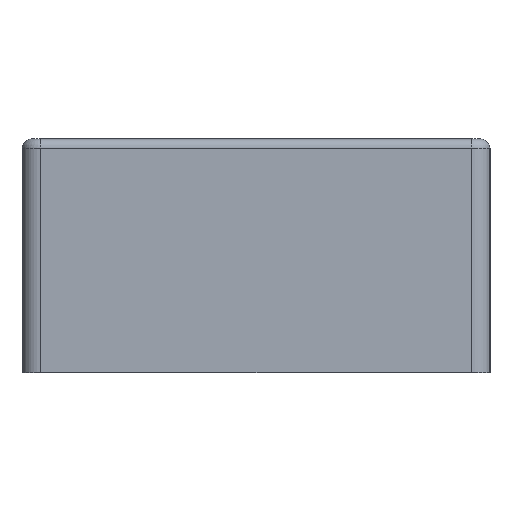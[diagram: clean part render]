
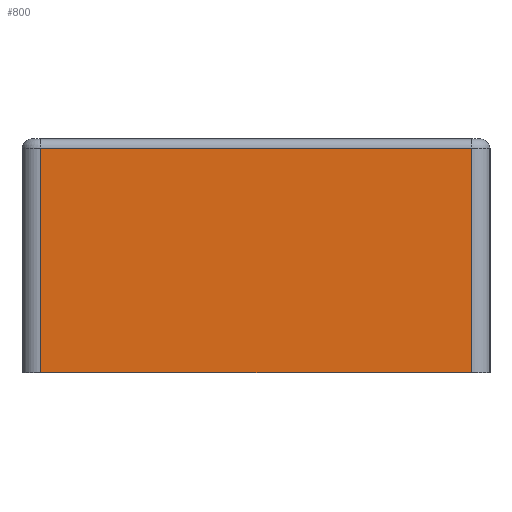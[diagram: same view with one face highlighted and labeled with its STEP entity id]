
A CAD part, left-side view. The second image highlights one B-rep face of the part: STEP entity #800.
In plain terms, the highlighted planar face has unit normal (-1, 0, 0).
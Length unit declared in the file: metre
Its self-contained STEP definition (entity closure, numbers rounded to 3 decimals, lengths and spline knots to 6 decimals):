
#185=ORIENTED_EDGE('',*,*,#361,.T.);
#186=ORIENTED_EDGE('',*,*,#362,.T.);
#187=ORIENTED_EDGE('',*,*,#363,.T.);
#188=ORIENTED_EDGE('',*,*,#364,.F.);
#361=EDGE_CURVE('',#457,#458,#539,.F.);
#362=EDGE_CURVE('',#458,#459,#540,.T.);
#363=EDGE_CURVE('',#459,#460,#541,.T.);
#364=EDGE_CURVE('',#457,#460,#542,.T.);
#457=VERTEX_POINT('',#1372);
#458=VERTEX_POINT('',#1373);
#459=VERTEX_POINT('',#1375);
#460=VERTEX_POINT('',#1377);
#539=LINE('',#1371,#617);
#540=LINE('',#1374,#618);
#541=LINE('',#1376,#619);
#542=LINE('',#1378,#620);
#617=VECTOR('',#1107,1.);
#618=VECTOR('',#1108,1.);
#619=VECTOR('',#1109,1.);
#620=VECTOR('',#1110,1.);
#665=EDGE_LOOP('',(#185,#186,#187,#188));
#717=FACE_BOUND('',#665,.T.);
#766=PLANE('',#919);
#800=ADVANCED_FACE('',(#717),#766,.T.);
#919=AXIS2_PLACEMENT_3D('',#1370,#1105,#1106);
#1105=DIRECTION('',(-1.,0.,0.));
#1106=DIRECTION('',(0.,0.,1.));
#1107=DIRECTION('',(0.,0.,-1.));
#1108=DIRECTION('',(0.,1.,0.));
#1109=DIRECTION('',(0.,0.,-1.));
#1110=DIRECTION('',(0.,1.,0.));
#1370=CARTESIAN_POINT('',(-0.755125,0.175125,0.05));
#1371=CARTESIAN_POINT('',(-0.755125,0.129125,0.05));
#1372=CARTESIAN_POINT('',(-0.755125,0.129125,0.));
#1373=CARTESIAN_POINT('',(-0.755125,0.129125,0.048));
#1374=CARTESIAN_POINT('',(-0.755125,0.175125,0.048));
#1375=CARTESIAN_POINT('',(-0.755125,0.221125,0.048));
#1376=CARTESIAN_POINT('',(-0.755125,0.221125,0.05));
#1377=CARTESIAN_POINT('',(-0.755125,0.221125,0.));
#1378=CARTESIAN_POINT('',(-0.755125,0.175125,0.));
